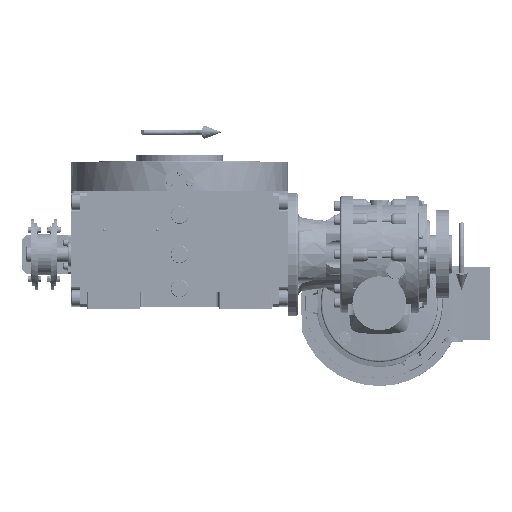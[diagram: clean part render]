
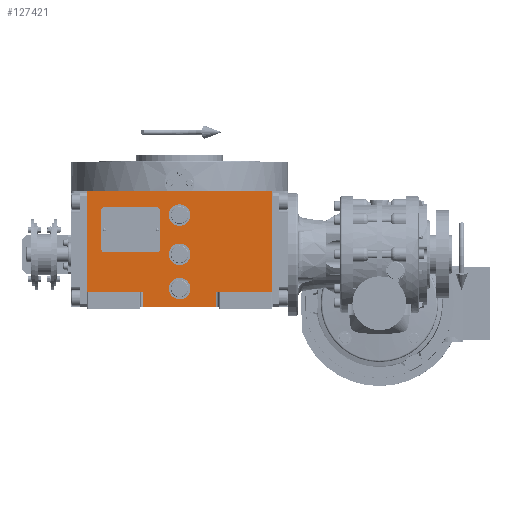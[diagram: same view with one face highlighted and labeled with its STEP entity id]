
A CAD part, top view. The second image highlights one B-rep face of the part: STEP entity #127421.
In plain terms, the highlighted planar face has unit normal (0, 0, 1).
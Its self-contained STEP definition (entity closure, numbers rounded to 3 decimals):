
#1065 = DIRECTION ( 'NONE',  ( 1., 0., 0. ) ) ;
#3321 = CARTESIAN_POINT ( 'NONE',  ( -94.5, 64.5, 163.5 ) ) ;
#3533 = VERTEX_POINT ( 'NONE', #66417 ) ;
#3568 = AXIS2_PLACEMENT_3D ( 'NONE', #57857, #30250, #162411 ) ;
#7982 = CARTESIAN_POINT ( 'NONE',  ( -94.5, -38.5, 163.5 ) ) ;
#9670 = DIRECTION ( 'NONE',  ( 1., 0., 0. ) ) ;
#10266 = VECTOR ( 'NONE', #1065, 1000. ) ;
#10872 = CARTESIAN_POINT ( 'NONE',  ( 0., 0., 163.5 ) ) ;
#13561 = CARTESIAN_POINT ( 'NONE',  ( -37., -53.5, 163.5 ) ) ;
#13798 = ORIENTED_EDGE ( 'NONE', *, *, #149995, .F. ) ;
#15276 = DIRECTION ( 'NONE',  ( 0., 1., 0. ) ) ;
#20792 = VERTEX_POINT ( 'NONE', #85061 ) ;
#23956 = AXIS2_PLACEMENT_3D ( 'NONE', #45804, #142268, #167270 ) ;
#24962 = ORIENTED_EDGE ( 'NONE', *, *, #64916, .F. ) ;
#26565 = CARTESIAN_POINT ( 'NONE',  ( -94.5, -53.5, 163.5 ) ) ;
#26724 = CIRCLE ( 'NONE', #23956, 11. ) ;
#26766 = AXIS2_PLACEMENT_3D ( 'NONE', #162600, #121542, #68812 ) ;
#26901 = DIRECTION ( 'NONE',  ( 0., 0., 1. ) ) ;
#27157 = EDGE_CURVE ( 'NONE', #174386, #27364, #83881, .T. ) ;
#27364 = VERTEX_POINT ( 'NONE', #45442 ) ;
#28172 = ORIENTED_EDGE ( 'NONE', *, *, #107631, .F. ) ;
#29564 = CARTESIAN_POINT ( 'NONE',  ( -94.5, -38.5, 163.5 ) ) ;
#29638 = CARTESIAN_POINT ( 'NONE',  ( 94.5, 64.5, 163.5 ) ) ;
#30250 = DIRECTION ( 'NONE',  ( 0., 0., 1. ) ) ;
#33693 = ORIENTED_EDGE ( 'NONE', *, *, #48219, .T. ) ;
#33964 = ORIENTED_EDGE ( 'NONE', *, *, #159269, .F. ) ;
#34915 = EDGE_CURVE ( 'NONE', #138010, #27364, #86073, .T. ) ;
#36202 = VECTOR ( 'NONE', #90141, 1000. ) ;
#37233 = EDGE_CURVE ( 'NONE', #160145, #20792, #75906, .T. ) ;
#37281 = PLANE ( 'NONE',  #104941 ) ;
#38182 = FACE_BOUND ( 'NONE', #45440, .T. ) ;
#41093 = ORIENTED_EDGE ( 'NONE', *, *, #115979, .T. ) ;
#42616 = CARTESIAN_POINT ( 'NONE',  ( 11., 0., 163.5 ) ) ;
#43341 = VERTEX_POINT ( 'NONE', #42616 ) ;
#44254 = VECTOR ( 'NONE', #162495, 1000. ) ;
#45223 = CARTESIAN_POINT ( 'NONE',  ( 11., -35., 163.5 ) ) ;
#45440 = EDGE_LOOP ( 'NONE', ( #149153, #156199 ) ) ;
#45442 = CARTESIAN_POINT ( 'NONE',  ( -37., -38.5, 163.5 ) ) ;
#45804 = CARTESIAN_POINT ( 'NONE',  ( 0., 0., 163.5 ) ) ;
#46503 = EDGE_CURVE ( 'NONE', #106201, #94849, #86872, .T. ) ;
#48219 = EDGE_CURVE ( 'NONE', #138010, #20792, #65361, .T. ) ;
#49989 = DIRECTION ( 'NONE',  ( 0., -1., 0. ) ) ;
#51666 = CARTESIAN_POINT ( 'NONE',  ( 94.5, -38.5, 163.5 ) ) ;
#53065 = CARTESIAN_POINT ( 'NONE',  ( 37., -38.5, 163.5 ) ) ;
#53430 = VERTEX_POINT ( 'NONE', #3321 ) ;
#57857 = CARTESIAN_POINT ( 'NONE',  ( 0., -35., 163.5 ) ) ;
#60578 = EDGE_LOOP ( 'NONE', ( #118970, #125498 ) ) ;
#60857 = VERTEX_POINT ( 'NONE', #45223 ) ;
#64713 = VECTOR ( 'NONE', #154491, 1000. ) ;
#64916 = EDGE_CURVE ( 'NONE', #174386, #53430, #84903, .T. ) ;
#65361 = LINE ( 'NONE', #13561, #10266 ) ;
#65650 = DIRECTION ( 'NONE',  ( 0., 0., 1. ) ) ;
#66417 = CARTESIAN_POINT ( 'NONE',  ( 94.5, -38.5, 163.5 ) ) ;
#67212 = VERTEX_POINT ( 'NONE', #29638 ) ;
#68812 = DIRECTION ( 'NONE',  ( 1., 0., 0. ) ) ;
#75906 = LINE ( 'NONE', #121364, #107219 ) ;
#77481 = FACE_BOUND ( 'NONE', #109601, .T. ) ;
#78675 = ORIENTED_EDGE ( 'NONE', *, *, #34915, .F. ) ;
#80490 = CIRCLE ( 'NONE', #3568, 11. ) ;
#82550 = CARTESIAN_POINT ( 'NONE',  ( 0., -35., 163.5 ) ) ;
#83881 = LINE ( 'NONE', #149089, #44254 ) ;
#84095 = VERTEX_POINT ( 'NONE', #127390 ) ;
#84903 = LINE ( 'NONE', #29564, #124924 ) ;
#85061 = CARTESIAN_POINT ( 'NONE',  ( 37., -53.5, 163.5 ) ) ;
#86073 = LINE ( 'NONE', #114642, #158947 ) ;
#86872 = CIRCLE ( 'NONE', #143848, 11. ) ;
#87493 = CARTESIAN_POINT ( 'NONE',  ( 11., 40., 163.5 ) ) ;
#89980 = ORIENTED_EDGE ( 'NONE', *, *, #27157, .T. ) ;
#90038 = DIRECTION ( 'NONE',  ( -1., 0., 0. ) ) ;
#90141 = DIRECTION ( 'NONE',  ( 0., 1., 0. ) ) ;
#90238 = EDGE_CURVE ( 'NONE', #3533, #67212, #145477, .T. ) ;
#93554 = FACE_BOUND ( 'NONE', #60578, .T. ) ;
#94849 = VERTEX_POINT ( 'NONE', #87493 ) ;
#95378 = AXIS2_PLACEMENT_3D ( 'NONE', #82550, #65650, #162080 ) ;
#97486 = EDGE_CURVE ( 'NONE', #60857, #84095, #80490, .T. ) ;
#104941 = AXIS2_PLACEMENT_3D ( 'NONE', #26565, #173890, #9670 ) ;
#106201 = VERTEX_POINT ( 'NONE', #170881 ) ;
#107219 = VECTOR ( 'NONE', #49989, 1000. ) ;
#107631 = EDGE_CURVE ( 'NONE', #43341, #136838, #166047, .T. ) ;
#109601 = EDGE_LOOP ( 'NONE', ( #28172, #33964 ) ) ;
#113316 = EDGE_CURVE ( 'NONE', #84095, #60857, #166784, .T. ) ;
#113465 = LINE ( 'NONE', #167904, #64713 ) ;
#114208 = ORIENTED_EDGE ( 'NONE', *, *, #37233, .F. ) ;
#114642 = CARTESIAN_POINT ( 'NONE',  ( -37., -53.5, 163.5 ) ) ;
#115537 = DIRECTION ( 'NONE',  ( 0., 1., 0. ) ) ;
#115979 = EDGE_CURVE ( 'NONE', #160145, #3533, #132928, .T. ) ;
#116266 = DIRECTION ( 'NONE',  ( 1., 0., 0. ) ) ;
#118029 = CIRCLE ( 'NONE', #26766, 11. ) ;
#118970 = ORIENTED_EDGE ( 'NONE', *, *, #135155, .F. ) ;
#119130 = EDGE_LOOP ( 'NONE', ( #33693, #114208, #41093, #173125, #13798, #24962, #89980, #78675 ) ) ;
#121364 = CARTESIAN_POINT ( 'NONE',  ( 37., -38.5, 163.5 ) ) ;
#121542 = DIRECTION ( 'NONE',  ( 0., 0., 1. ) ) ;
#121758 = VECTOR ( 'NONE', #147217, 1000. ) ;
#124924 = VECTOR ( 'NONE', #15276, 1000. ) ;
#125498 = ORIENTED_EDGE ( 'NONE', *, *, #46503, .F. ) ;
#127390 = CARTESIAN_POINT ( 'NONE',  ( -11., -35., 163.5 ) ) ;
#127421 = ADVANCED_FACE ( 'NONE', ( #77481, #38182, #93554, #174789 ), #37281, .T. ) ;
#131752 = AXIS2_PLACEMENT_3D ( 'NONE', #10872, #147451, #116266 ) ;
#132928 = LINE ( 'NONE', #176624, #121758 ) ;
#135155 = EDGE_CURVE ( 'NONE', #94849, #106201, #118029, .T. ) ;
#136838 = VERTEX_POINT ( 'NONE', #172777 ) ;
#138010 = VERTEX_POINT ( 'NONE', #158527 ) ;
#142268 = DIRECTION ( 'NONE',  ( 0., 0., 1. ) ) ;
#143848 = AXIS2_PLACEMENT_3D ( 'NONE', #148320, #26901, #90038 ) ;
#145477 = LINE ( 'NONE', #51666, #36202 ) ;
#147217 = DIRECTION ( 'NONE',  ( 1., 0., 0. ) ) ;
#147451 = DIRECTION ( 'NONE',  ( 0., 0., 1. ) ) ;
#148320 = CARTESIAN_POINT ( 'NONE',  ( 0., 40., 163.5 ) ) ;
#149089 = CARTESIAN_POINT ( 'NONE',  ( -94.5, -38.5, 163.5 ) ) ;
#149153 = ORIENTED_EDGE ( 'NONE', *, *, #97486, .F. ) ;
#149995 = EDGE_CURVE ( 'NONE', #53430, #67212, #113465, .T. ) ;
#154491 = DIRECTION ( 'NONE',  ( 1., 0., 0. ) ) ;
#156199 = ORIENTED_EDGE ( 'NONE', *, *, #113316, .F. ) ;
#158527 = CARTESIAN_POINT ( 'NONE',  ( -37., -53.5, 163.5 ) ) ;
#158947 = VECTOR ( 'NONE', #115537, 1000. ) ;
#159269 = EDGE_CURVE ( 'NONE', #136838, #43341, #26724, .T. ) ;
#160145 = VERTEX_POINT ( 'NONE', #53065 ) ;
#162080 = DIRECTION ( 'NONE',  ( -1., 0., 0. ) ) ;
#162411 = DIRECTION ( 'NONE',  ( 1., 0., 0. ) ) ;
#162495 = DIRECTION ( 'NONE',  ( 1., 0., 0. ) ) ;
#162600 = CARTESIAN_POINT ( 'NONE',  ( 0., 40., 163.5 ) ) ;
#166047 = CIRCLE ( 'NONE', #131752, 11. ) ;
#166784 = CIRCLE ( 'NONE', #95378, 11. ) ;
#167270 = DIRECTION ( 'NONE',  ( -1., 0., 0. ) ) ;
#167904 = CARTESIAN_POINT ( 'NONE',  ( -94.5, 64.5, 163.5 ) ) ;
#170881 = CARTESIAN_POINT ( 'NONE',  ( -11., 40., 163.5 ) ) ;
#172777 = CARTESIAN_POINT ( 'NONE',  ( -11., 0., 163.5 ) ) ;
#173125 = ORIENTED_EDGE ( 'NONE', *, *, #90238, .T. ) ;
#173890 = DIRECTION ( 'NONE',  ( 0., 0., 1. ) ) ;
#174386 = VERTEX_POINT ( 'NONE', #7982 ) ;
#174789 = FACE_OUTER_BOUND ( 'NONE', #119130, .T. ) ;
#176624 = CARTESIAN_POINT ( 'NONE',  ( 37., -38.5, 163.5 ) ) ;
